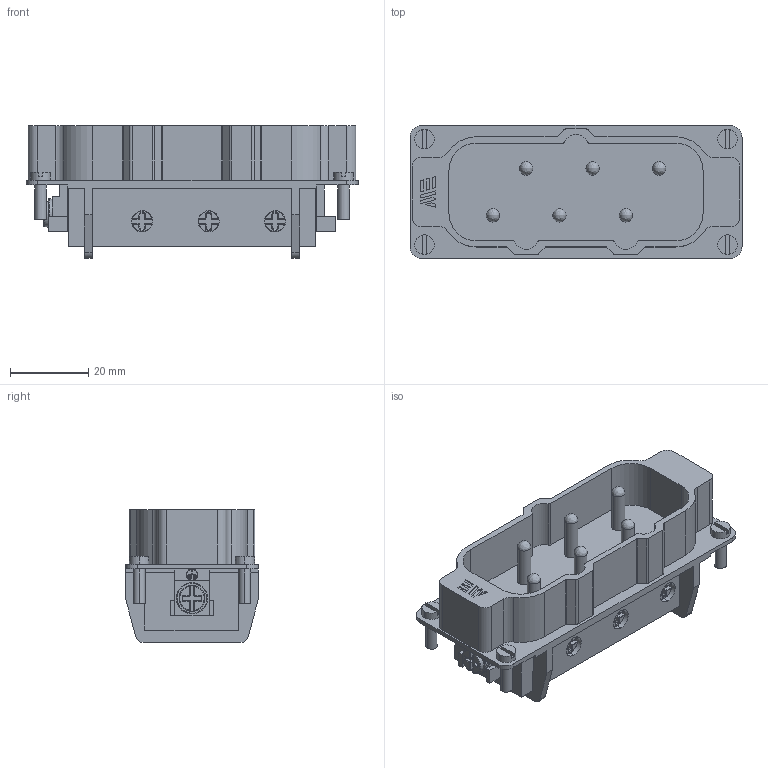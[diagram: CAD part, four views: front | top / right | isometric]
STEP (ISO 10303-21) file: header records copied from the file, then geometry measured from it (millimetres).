
FILE_DESCRIPTION (( 'STEP AP203' ), '1' );
FILE_NAME ('29125.step', '2025-02-12T17:34:37', ( '' ), ( '' ), 'SwSTEP 2.0', 'SolidWorks 2024', '' );
FILE_SCHEMA (( 'CONFIG_CONTROL_DESIGN' ));
Length unit declared in the file: inch
Products named in the file (1): 29125
Bounding box: 84.91 x 34 x 34 mm (x, y, z)
Volume: 37773.3 mm3; surface area: 19151.3 mm2
Topology: 1 solids, 7 shells, 669 faces, 1713 edges, 1060 vertices
Faces by surface type: plane 303, cylinder 238, bspline 128
Entity records: 28604 total; most frequent: CARTESIAN_POINT 13393, ORIENTED_EDGE 3338, DIRECTION 2881, EDGE_CURVE 1669, VERTEX_POINT 1060, VECTOR 981, LINE 981, AXIS2_PLACEMENT_3D 950
